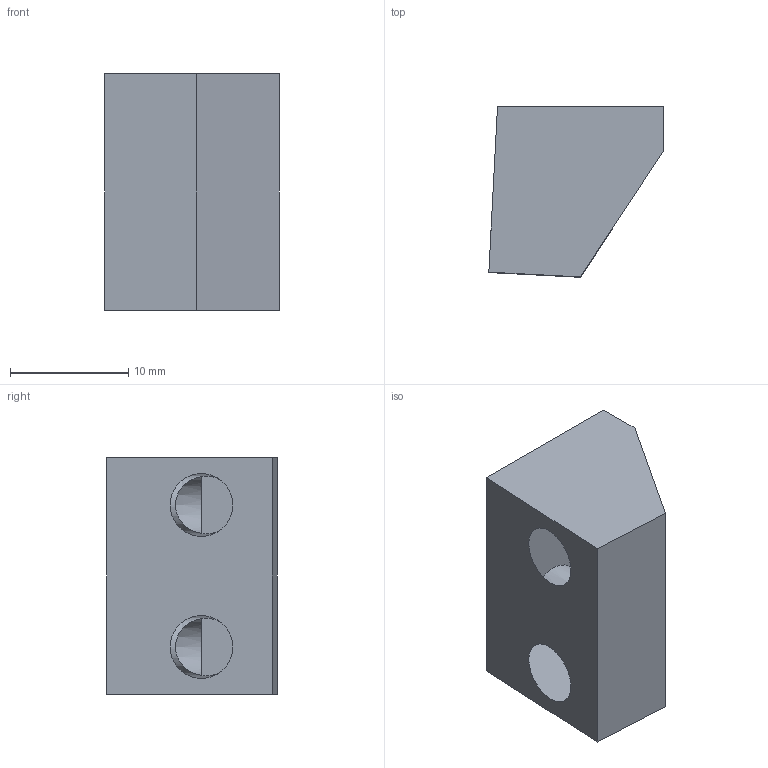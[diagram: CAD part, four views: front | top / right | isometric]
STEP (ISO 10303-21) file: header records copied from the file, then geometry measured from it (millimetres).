
FILE_DESCRIPTION(/* description */ (''),/* implementation_level */ '2;1');
FILE_NAME(/* name */ 'Angle Bracket.step',/* time_stamp */ '2019-09-15T11:55:22-07:00',/* author */ (''),/* organization */ (''),/* preprocessor_version */ 'ST-DEVELOPER v18',/* originating_system */ 'Autodesk Translation Framework v8.6.0.1094',/* authorisation */ '');
FILE_SCHEMA (('AUTOMOTIVE_DESIGN { 1 0 10303 214 3 1 1 }'));
Length unit declared in the file: millimetre
Products named in the file (1): Angle Bracket
Bounding box: 14.73 x 14.39 x 20 mm (x, y, z)
Volume: 2737.7 mm3; surface area: 1810.4 mm2
Topology: 1 solids, 1 shells, 15 faces, 35 edges, 22 vertices
Faces by surface type: plane 11, cone 4
Entity records: 472 total; most frequent: DIRECTION 81, CARTESIAN_POINT 73, ORIENTED_EDGE 70, EDGE_CURVE 35, AXIS2_PLACEMENT_3D 30, VERTEX_POINT 22, LINE 21, VECTOR 21
